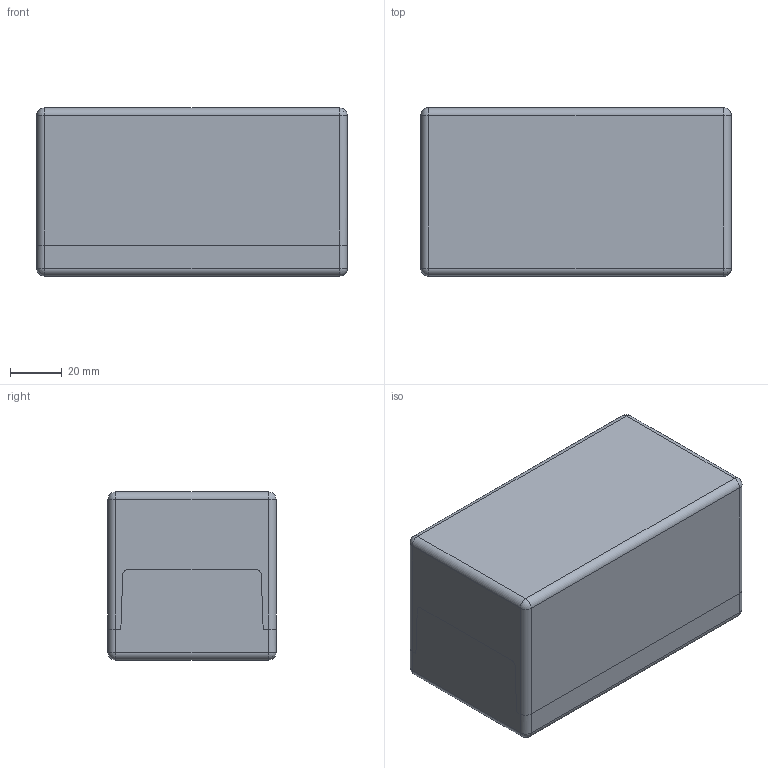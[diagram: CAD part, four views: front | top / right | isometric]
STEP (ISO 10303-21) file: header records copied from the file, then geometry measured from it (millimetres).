
FILE_DESCRIPTION((''),'2;1');
FILE_NAME('0501100600-MBPO_126565.stp','2016-01-25T13:49:35',('robin.rentz'),(''),'Autodesk Inventor 2012','Autodesk Inventor 2012','');
FILE_SCHEMA(('AUTOMOTIVE_DESIGN { 1 2 10303 214 0 1 1 1 }'));
Length unit declared in the file: millimetre
Products named in the file (3): 0501100600-MBPO_126565; 0501100502-UT_126540-65; 0601102101-OT_126565
Assembly tree (2 placements, depth 2):
  0501100600-MBPO_126565
    0501100502-UT_126540-65
    0601102101-OT_126565
Bounding box: 120 x 65 x 65 mm (x, y, z)
Volume: 117057.5 mm3; surface area: 86875.7 mm2
Topology: 2 solids, 2 shells, 306 faces, 698 edges, 428 vertices
Faces by surface type: plane 188, cylinder 78, cone 32, sphere 8
Full cylindrical faces by diameter (mm): 2.5 x8, 4.2 x4, 4.5 x4, 5 x4, 6 x4, 7 x4, 8 x4, 8.8 x4
Entity records: 8301 total; most frequent: DIRECTION 1466, CARTESIAN_POINT 1383, ORIENTED_EDGE 1304, EDGE_CURVE 652, AXIS2_PLACEMENT_3D 503, VECTOR 460, LINE 460, VERTEX_POINT 420
